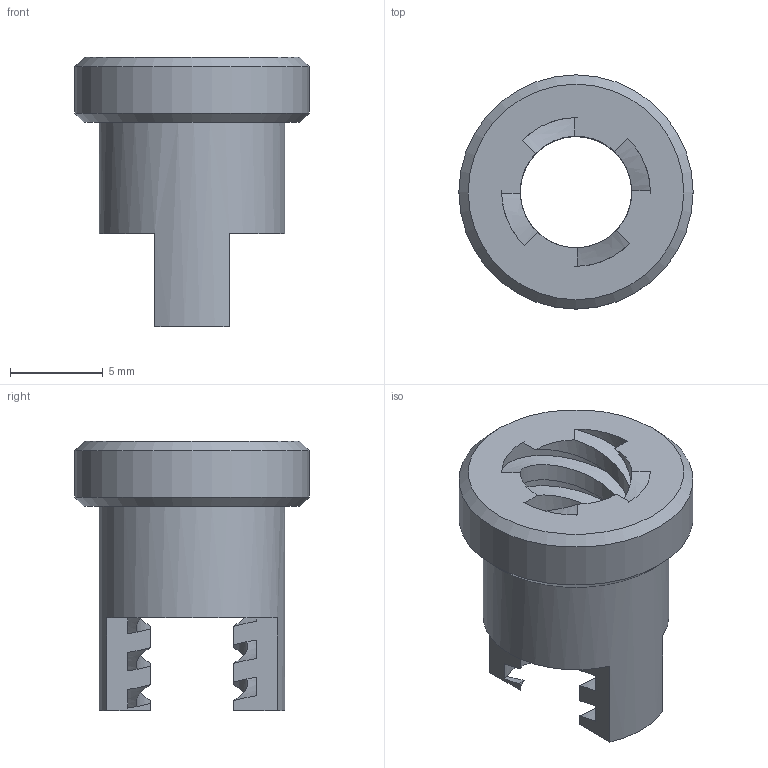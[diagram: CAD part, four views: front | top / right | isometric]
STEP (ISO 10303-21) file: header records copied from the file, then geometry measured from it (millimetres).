
FILE_DESCRIPTION(/* description */ (''),/* implementation_level */ '2;1');
FILE_NAME(/* name */ 'z-nut screw t8 2.stp',/* time_stamp */ '2020-11-19T20:30:49+03:00',/* author */ ('Max'),/* organization */ (''),/* preprocessor_version */ 'ST-DEVELOPER v16.5',/* originating_system */ 'Autodesk Inventor 2017',/* authorisation */ '');
FILE_SCHEMA (('AUTOMOTIVE_DESIGN { 1 0 10303 214 3 1 1 }'));
Length unit declared in the file: millimetre
Products named in the file (1): screw t8
Bounding box: 12.6 x 12.6 x 14.5 mm (x, y, z)
Volume: 587.8 mm3; surface area: 1066.6 mm2
Topology: 1 solids, 1 shells, 50 faces, 146 edges, 98 vertices
Faces by surface type: cylinder 20, bspline 18, plane 10, cone 2
Full cylindrical faces by diameter (mm): 10 x1, 12.6 x1
Entity records: 2433 total; most frequent: CARTESIAN_POINT 1243, ORIENTED_EDGE 274, DIRECTION 184, EDGE_CURVE 137, VERTEX_POINT 93, AXIS2_PLACEMENT_3D 66, EDGE_LOOP 56, B_SPLINE_CURVE_WITH_KNOTS 56
